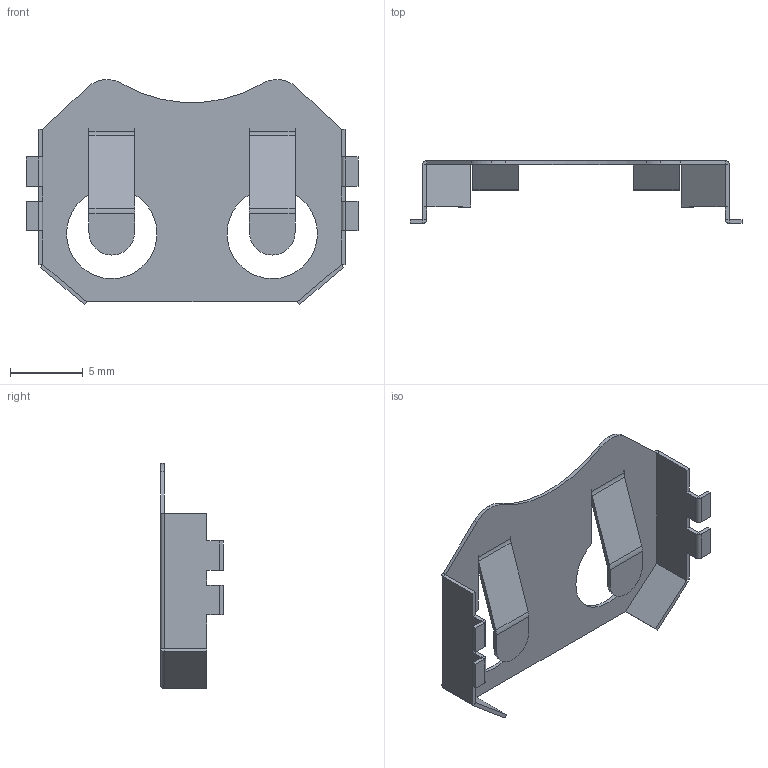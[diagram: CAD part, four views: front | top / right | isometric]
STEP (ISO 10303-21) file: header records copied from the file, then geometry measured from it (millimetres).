
FILE_DESCRIPTION (( 'STEP AP214' ), '1' );
FILE_NAME ('BAT-HLD-001-TR.STEP', '2019-01-04T17:12:31', ( '' ), ( '' ), 'SwSTEP 2.0', 'SolidWorks 2017', '' );
FILE_SCHEMA (( 'AUTOMOTIVE_DESIGN' ));
Length unit declared in the file: inch
Products named in the file (1): BAT-HLD-001-TR
Bounding box: 22.86 x 4.32 x 15.49 mm (x, y, z)
Volume: 87.1 mm3; surface area: 746.4 mm2
Topology: 1 solids, 1 shells, 153 faces, 354 edges, 204 vertices
Faces by surface type: plane 126, cylinder 27
Entity records: 4222 total; most frequent: DIRECTION 716, CARTESIAN_POINT 712, ORIENTED_EDGE 708, EDGE_CURVE 354, LINE 300, VECTOR 300, AXIS2_PLACEMENT_3D 208, VERTEX_POINT 204
